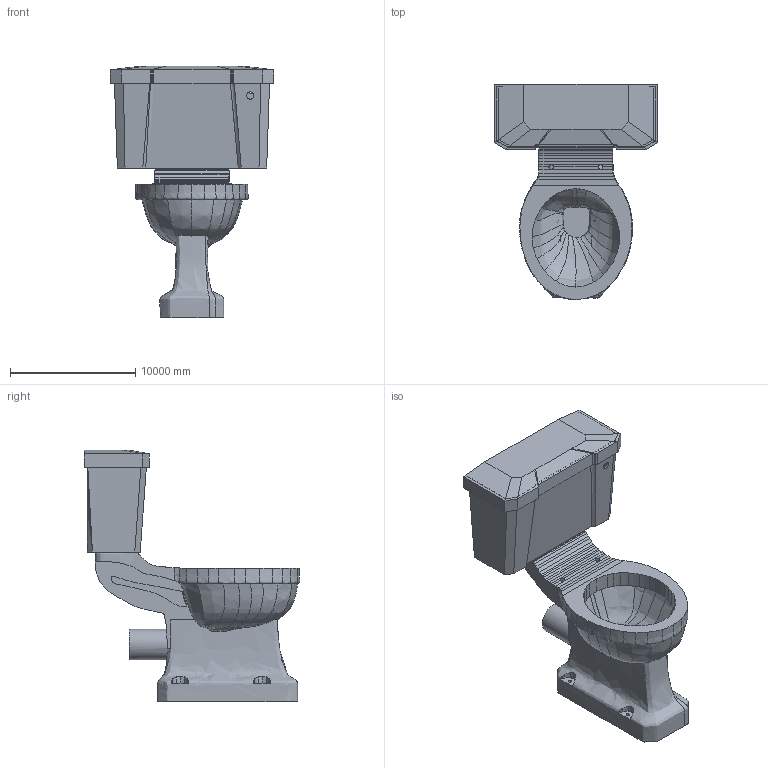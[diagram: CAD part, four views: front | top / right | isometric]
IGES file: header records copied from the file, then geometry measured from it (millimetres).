
Global section: file name: 2760; native system: AutoCAD 2016 - English; preprocessor: Autodesk Translation Framework DWG producer (atf_dwg_producer); organization: unknown; date: 20161027.161437; units: inch
Bounding box: 13081 x 17212.42 x 20090.66 mm (x, y, z)
Volume: 405617644903.5 mm3; surface area: 1609695278.4 mm2
Topology: 3 solids, 3 shells, 418 faces, 1315 edges, 886 vertices
Faces by surface type: bspline 418
